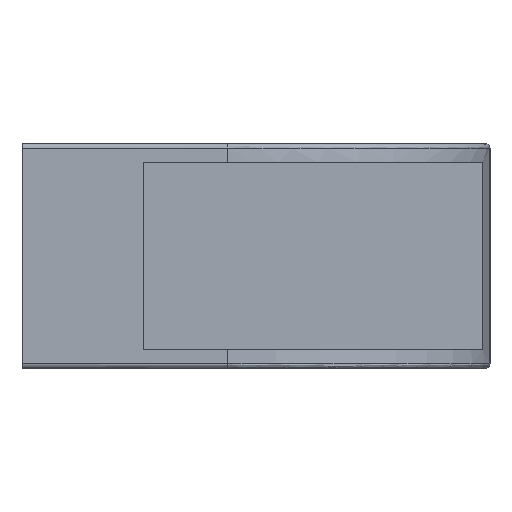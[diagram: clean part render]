
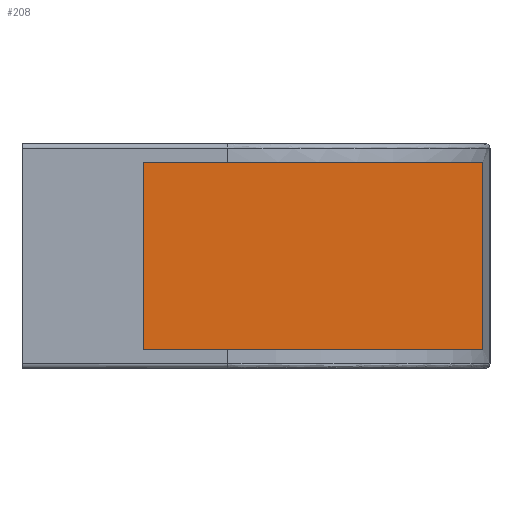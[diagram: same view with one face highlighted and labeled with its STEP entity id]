
A CAD part, front view. The second image highlights one B-rep face of the part: STEP entity #208.
In plain terms, the highlighted planar face has unit normal (0, -1, 0).
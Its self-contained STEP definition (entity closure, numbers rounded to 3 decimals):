
#78 = AXIS2_PLACEMENT_3D ( 'NONE', #295, #2088, #1528 ) ;
#89 = PLANE ( 'NONE',  #78 ) ;
#119 = CARTESIAN_POINT ( 'NONE',  ( 49.244, -80., -10. ) ) ;
#208 = ADVANCED_FACE ( 'NONE', ( #1885 ), #89, .F. ) ;
#283 = LINE ( 'NONE', #1466, #2288 ) ;
#294 = VERTEX_POINT ( 'NONE', #1514 ) ;
#295 = CARTESIAN_POINT ( 'NONE',  ( 51.781, -80., 10. ) ) ;
#303 = CARTESIAN_POINT ( 'NONE',  ( 51.781, -80., 10. ) ) ;
#368 = ORIENTED_EDGE ( 'NONE', *, *, #1397, .T. ) ;
#397 = LINE ( 'NONE', #1186, #1145 ) ;
#466 = ORIENTED_EDGE ( 'NONE', *, *, #1047, .F. ) ;
#489 = DIRECTION ( 'NONE',  ( -1., 0., 0. ) ) ;
#533 = LINE ( 'NONE', #303, #2211 ) ;
#690 = EDGE_CURVE ( 'NONE', #2091, #1257, #397, .T. ) ;
#929 = CARTESIAN_POINT ( 'NONE',  ( 49.244, -80., 0. ) ) ;
#1047 = EDGE_CURVE ( 'NONE', #1401, #1257, #283, .T. ) ;
#1093 = ORIENTED_EDGE ( 'NONE', *, *, #690, .T. ) ;
#1145 = VECTOR ( 'NONE', #1532, 1000. ) ;
#1186 = CARTESIAN_POINT ( 'NONE',  ( 13., -80., 10. ) ) ;
#1257 = VERTEX_POINT ( 'NONE', #2455 ) ;
#1389 = VECTOR ( 'NONE', #1726, 1000. ) ;
#1397 = EDGE_CURVE ( 'NONE', #294, #2091, #533, .T. ) ;
#1401 = VERTEX_POINT ( 'NONE', #119 ) ;
#1466 = CARTESIAN_POINT ( 'NONE',  ( 51.781, -80., -10. ) ) ;
#1514 = CARTESIAN_POINT ( 'NONE',  ( 49.244, -80., 10. ) ) ;
#1528 = DIRECTION ( 'NONE',  ( 0., 0., 1. ) ) ;
#1532 = DIRECTION ( 'NONE',  ( 0., 0., -1. ) ) ;
#1726 = DIRECTION ( 'NONE',  ( 0., 0., 1. ) ) ;
#1856 = EDGE_LOOP ( 'NONE', ( #2124, #368, #1093, #466 ) ) ;
#1885 = FACE_OUTER_BOUND ( 'NONE', #1856, .T. ) ;
#1970 = EDGE_CURVE ( 'NONE', #1401, #294, #2493, .T. ) ;
#2075 = DIRECTION ( 'NONE',  ( -1., 0., 0. ) ) ;
#2088 = DIRECTION ( 'NONE',  ( 0., 1., 0. ) ) ;
#2091 = VERTEX_POINT ( 'NONE', #2338 ) ;
#2124 = ORIENTED_EDGE ( 'NONE', *, *, #1970, .T. ) ;
#2211 = VECTOR ( 'NONE', #2075, 1000. ) ;
#2288 = VECTOR ( 'NONE', #489, 1000. ) ;
#2338 = CARTESIAN_POINT ( 'NONE',  ( 13., -80., 10. ) ) ;
#2455 = CARTESIAN_POINT ( 'NONE',  ( 13., -80., -10. ) ) ;
#2493 = LINE ( 'NONE', #929, #1389 ) ;
